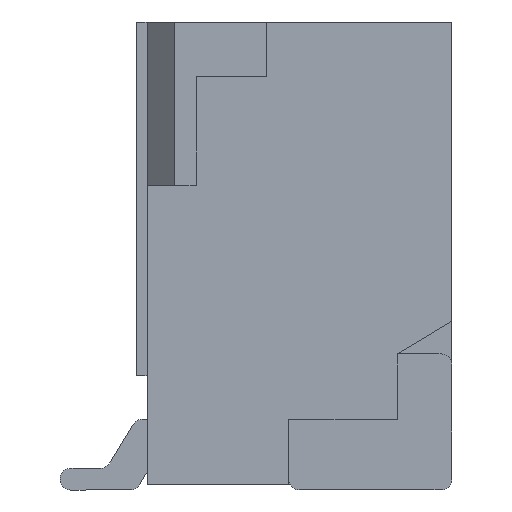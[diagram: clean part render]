
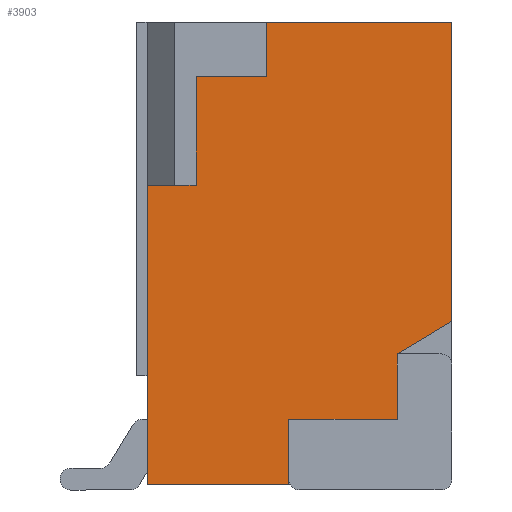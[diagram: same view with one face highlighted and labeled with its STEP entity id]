
A CAD part, left-side view. The second image highlights one B-rep face of the part: STEP entity #3903.
In plain terms, the highlighted planar face has unit normal (-1, 0, 0).
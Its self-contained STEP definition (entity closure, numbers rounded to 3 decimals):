
#3903=ADVANCED_FACE('',(#8854),#8856,.T.);
#8854=FACE_BOUND('',#8855,.T.);
#8855=EDGE_LOOP('',(#12904,#12905,#12906,#12907,#12908,#12909,#12910,#12911,#12912,
#12913,#12914,#12915));
#8856=PLANE('',#8857);
#8857=AXIS2_PLACEMENT_3D('',#8858,#8859,#8860);
#8858=CARTESIAN_POINT('',(-1.5,0.,0.));
#8859=DIRECTION('',(-1.,0.,0.));
#8860=DIRECTION('',(0.,0.,1.));
#12904=ORIENTED_EDGE('',*,*,#15571,.T.);
#12905=ORIENTED_EDGE('',*,*,#15572,.T.);
#12906=ORIENTED_EDGE('',*,*,#15573,.T.);
#12907=ORIENTED_EDGE('',*,*,#15574,.T.);
#12908=ORIENTED_EDGE('',*,*,#15575,.T.);
#12909=ORIENTED_EDGE('',*,*,#15432,.T.);
#12910=ORIENTED_EDGE('',*,*,#15570,.T.);
#12911=ORIENTED_EDGE('',*,*,#15576,.T.);
#12912=ORIENTED_EDGE('',*,*,#15577,.T.);
#12913=ORIENTED_EDGE('',*,*,#15578,.T.);
#12914=ORIENTED_EDGE('',*,*,#15546,.T.);
#12915=ORIENTED_EDGE('',*,*,#15579,.T.);
#15432=EDGE_CURVE('',#18074,#18072,#18075,.T.);
#15546=EDGE_CURVE('',#18301,#18299,#18302,.T.);
#15570=EDGE_CURVE('',#18072,#18339,#18341,.F.);
#15571=EDGE_CURVE('',#18342,#18343,#18344,.F.);
#15572=EDGE_CURVE('',#18343,#18345,#18346,.F.);
#15573=EDGE_CURVE('',#18345,#18347,#18348,.F.);
#15574=EDGE_CURVE('',#18347,#18349,#18350,.F.);
#15575=EDGE_CURVE('',#18349,#18074,#18351,.T.);
#15576=EDGE_CURVE('',#18339,#18352,#18353,.F.);
#15577=EDGE_CURVE('',#18352,#18354,#18355,.F.);
#15578=EDGE_CURVE('',#18354,#18301,#18356,.F.);
#15579=EDGE_CURVE('',#18299,#18342,#18357,.T.);
#18072=VERTEX_POINT('',#23662);
#18074=VERTEX_POINT('',#23666);
#18075=LINE('',#23667,#23668);
#18299=VERTEX_POINT('',#24117);
#18301=VERTEX_POINT('',#24121);
#18302=LINE('',#24122,#24123);
#18339=VERTEX_POINT('',#24205);
#18341=LINE('',#24209,#24210);
#18342=VERTEX_POINT('',#24212);
#18343=VERTEX_POINT('',#24213);
#18344=LINE('',#24214,#24215);
#18345=VERTEX_POINT('',#24217);
#18346=LINE('',#24218,#24219);
#18347=VERTEX_POINT('',#24221);
#18348=LINE('',#24222,#24223);
#18349=VERTEX_POINT('',#24225);
#18350=LINE('',#24226,#24227);
#18351=LINE('',#24229,#24230);
#18352=VERTEX_POINT('',#24232);
#18353=LINE('',#24233,#24234);
#18354=VERTEX_POINT('',#24236);
#18355=LINE('',#24237,#24238);
#18356=LINE('',#24240,#24241);
#18357=LINE('',#24243,#24244);
#23662=CARTESIAN_POINT('',(-1.5,-1.2,4.25));
#23666=CARTESIAN_POINT('',(-1.5,-2.9,4.25));
#23667=CARTESIAN_POINT('',(-1.5,-2.9,4.25));
#23668=VECTOR('',#23669,1.);
#23669=DIRECTION('',(0.,1.,0.));
#24117=CARTESIAN_POINT('',(-1.5,-0.1,0.));
#24121=CARTESIAN_POINT('',(-1.5,-0.1,2.75));
#24122=CARTESIAN_POINT('',(-1.5,-0.1,2.75));
#24123=VECTOR('',#24124,1.);
#24124=DIRECTION('',(0.,0.,-1.));
#24205=CARTESIAN_POINT('',(-1.5,-1.2,3.75));
#24209=CARTESIAN_POINT('',(-1.5,-1.2,3.75));
#24210=VECTOR('',#24211,1.);
#24211=DIRECTION('',(0.,0.,1.));
#24212=CARTESIAN_POINT('',(-1.5,-1.4,0.));
#24213=CARTESIAN_POINT('',(-1.5,-1.4,0.6));
#24214=CARTESIAN_POINT('',(-1.5,-1.4,0.6));
#24215=VECTOR('',#24216,1.);
#24216=DIRECTION('',(0.,0.,-1.));
#24217=CARTESIAN_POINT('',(-1.5,-2.4,0.6));
#24218=CARTESIAN_POINT('',(-1.5,-2.4,0.6));
#24219=VECTOR('',#24220,1.);
#24220=DIRECTION('',(0.,1.,0.));
#24221=CARTESIAN_POINT('',(-1.5,-2.4,1.2));
#24222=CARTESIAN_POINT('',(-1.5,-2.4,1.2));
#24223=VECTOR('',#24224,1.);
#24224=DIRECTION('',(0.,0.,-1.));
#24225=CARTESIAN_POINT('',(-1.5,-2.9,1.5));
#24226=CARTESIAN_POINT('',(-1.5,-2.9,1.5));
#24227=VECTOR('',#24228,1.);
#24228=DIRECTION('',(0.,0.857,-0.514));
#24229=CARTESIAN_POINT('',(-1.5,-2.9,1.5));
#24230=VECTOR('',#24231,1.);
#24231=DIRECTION('',(0.,0.,1.));
#24232=CARTESIAN_POINT('',(-1.5,-0.55,3.75));
#24233=CARTESIAN_POINT('',(-1.5,-0.55,3.75));
#24234=VECTOR('',#24235,1.);
#24235=DIRECTION('',(0.,-1.,0.));
#24236=CARTESIAN_POINT('',(-1.5,-0.55,2.75));
#24237=CARTESIAN_POINT('',(-1.5,-0.55,2.75));
#24238=VECTOR('',#24239,1.);
#24239=DIRECTION('',(0.,0.,1.));
#24240=CARTESIAN_POINT('',(-1.5,-0.1,2.75));
#24241=VECTOR('',#24242,1.);
#24242=DIRECTION('',(0.,-1.,0.));
#24243=CARTESIAN_POINT('',(-1.5,-0.1,0.));
#24244=VECTOR('',#24245,1.);
#24245=DIRECTION('',(0.,-1.,0.));
